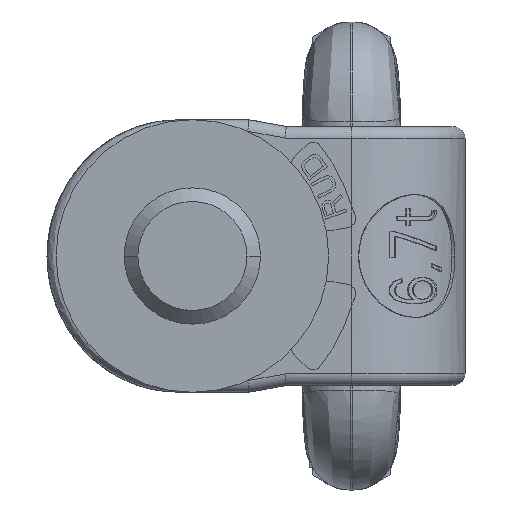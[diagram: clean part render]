
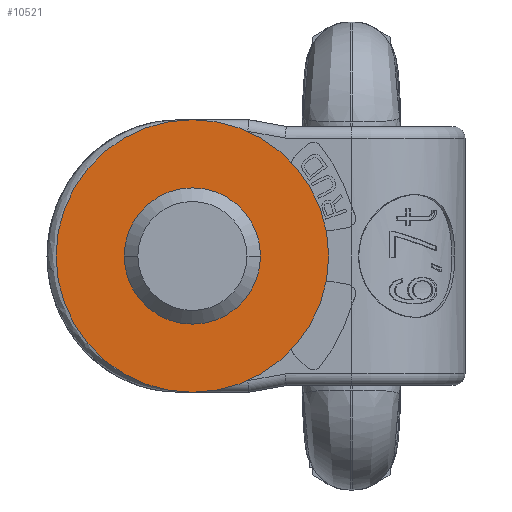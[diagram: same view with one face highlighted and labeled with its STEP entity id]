
A CAD part, front view. The second image highlights one B-rep face of the part: STEP entity #10521.
In plain terms, the highlighted planar face has unit normal (0, -1, 0).
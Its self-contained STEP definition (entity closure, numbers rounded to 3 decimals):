
#222=CARTESIAN_POINT('',(-65.,-5.4,0.));
#223=DIRECTION('',(0.,-1.,0.));
#224=DIRECTION('',(-1.,0.,0.));
#225=AXIS2_PLACEMENT_3D('',#222,#223,#224);
#227=CARTESIAN_POINT('',(-65.,-5.4,0.));
#228=DIRECTION('',(0.,1.,0.));
#229=DIRECTION('',(-1.,0.,0.));
#230=AXIS2_PLACEMENT_3D('',#227,#228,#229);
#232=CARTESIAN_POINT('',(-65.,-5.4,0.));
#233=DIRECTION('',(0.,1.,0.));
#234=DIRECTION('',(1.,0.,0.));
#235=AXIS2_PLACEMENT_3D('',#232,#233,#234);
#237=CARTESIAN_POINT('',(-65.,-5.4,0.));
#238=DIRECTION('',(0.,1.,0.));
#239=DIRECTION('',(-1.,0.,0.));
#240=AXIS2_PLACEMENT_3D('',#237,#238,#239);
#10259=CARTESIAN_POINT('',(-95.,-5.4,0.));
#10261=VERTEX_POINT('',#10259);
#10267=CARTESIAN_POINT('',(-35.,-5.4,0.));
#10269=VERTEX_POINT('',#10267);
#10304=CARTESIAN_POINT('',(-50.,-5.4,0.));
#10305=CARTESIAN_POINT('',(-80.,-5.4,0.));
#10306=VERTEX_POINT('',#10304);
#10307=VERTEX_POINT('',#10305);
#10506=CARTESIAN_POINT('',(-65.,-5.4,0.));
#10507=DIRECTION('',(0.,1.,0.));
#10508=DIRECTION('',(1.,0.,0.));
#10509=AXIS2_PLACEMENT_3D('',#10506,#10507,#10508);
#10510=PLANE('',#10509);
#10511=ORIENTED_EDGE('',*,*,#10499,.F.);
#10512=ORIENTED_EDGE('',*,*,#10488,.T.);
#10513=EDGE_LOOP('',(#10511,#10512));
#10514=FACE_OUTER_BOUND('',#10513,.F.);
#10516=ORIENTED_EDGE('',*,*,#10515,.F.);
#10518=ORIENTED_EDGE('',*,*,#10517,.F.);
#10519=EDGE_LOOP('',(#10516,#10518));
#10520=FACE_BOUND('',#10519,.F.);
#10521=ADVANCED_FACE('',(#10514,#10520),#10510,.F.);
#226=CIRCLE('',#225,30.);
#231=CIRCLE('',#230,30.);
#236=CIRCLE('',#235,15.);
#241=CIRCLE('',#240,15.);
#10488=EDGE_CURVE('',#10261,#10269,#231,.T.);
#10499=EDGE_CURVE('',#10261,#10269,#226,.T.);
#10515=EDGE_CURVE('',#10306,#10307,#236,.T.);
#10517=EDGE_CURVE('',#10307,#10306,#241,.T.);
